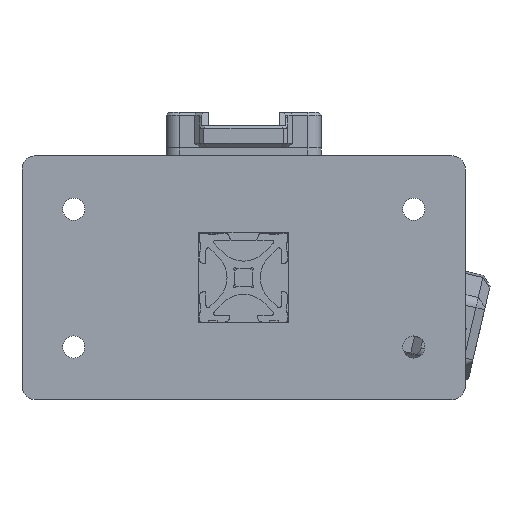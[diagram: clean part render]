
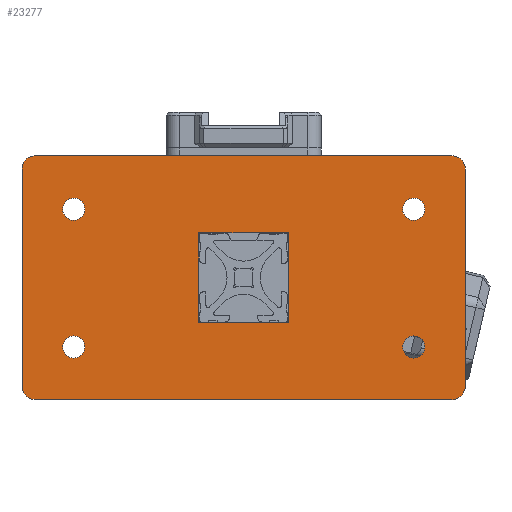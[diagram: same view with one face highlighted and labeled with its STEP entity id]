
A CAD part, front view. The second image highlights one B-rep face of the part: STEP entity #23277.
In plain terms, the highlighted face is planar.
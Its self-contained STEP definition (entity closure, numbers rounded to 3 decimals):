
#1629=FACE_BOUND('',#7776,.T.);
#1630=FACE_BOUND('',#7777,.T.);
#1631=FACE_BOUND('',#7778,.T.);
#1632=FACE_BOUND('',#7779,.T.);
#1633=FACE_BOUND('',#7780,.T.);
#1888=LINE('',#34129,#3820);
#1891=LINE('',#34137,#3823);
#1917=LINE('',#34470,#3849);
#1919=LINE('',#34476,#3851);
#1920=LINE('',#34480,#3852);
#1921=LINE('',#34482,#3853);
#1922=LINE('',#34484,#3854);
#1923=LINE('',#34485,#3855);
#3820=VECTOR('',#27549,10.);
#3823=VECTOR('',#27558,10.);
#3849=VECTOR('',#27692,10.);
#3851=VECTOR('',#27698,10.);
#3852=VECTOR('',#27701,10.);
#3853=VECTOR('',#27702,10.);
#3854=VECTOR('',#27703,10.);
#3855=VECTOR('',#27704,10.);
#5682=PLANE('',#24971);
#6390=FACE_OUTER_BOUND('',#7775,.T.);
#7775=EDGE_LOOP('',(#16581,#16582,#16583,#16584,#16585,#16586,#16587,#16588));
#7776=EDGE_LOOP('',(#16589));
#7777=EDGE_LOOP('',(#16590));
#7778=EDGE_LOOP('',(#16591));
#7779=EDGE_LOOP('',(#16592));
#7780=EDGE_LOOP('',(#16593,#16594,#16595,#16596));
#9196=CIRCLE('',#24724,2.5);
#9197=CIRCLE('',#24726,2.5);
#9198=CIRCLE('',#24728,2.5);
#9199=CIRCLE('',#24730,2.5);
#9288=CIRCLE('',#24912,3.);
#9289=CIRCLE('',#24915,3.);
#9310=CIRCLE('',#24972,3.);
#9311=CIRCLE('',#24973,3.);
#10105=VERTEX_POINT('',#33568);
#10106=VERTEX_POINT('',#33572);
#10107=VERTEX_POINT('',#33576);
#10108=VERTEX_POINT('',#33580);
#10245=VERTEX_POINT('',#34121);
#10246=VERTEX_POINT('',#34123);
#10247=VERTEX_POINT('',#34127);
#10248=VERTEX_POINT('',#34131);
#10249=VERTEX_POINT('',#34135);
#10286=VERTEX_POINT('',#34469);
#10287=VERTEX_POINT('',#34473);
#10288=VERTEX_POINT('',#34475);
#10289=VERTEX_POINT('',#34478);
#10290=VERTEX_POINT('',#34479);
#10291=VERTEX_POINT('',#34481);
#10292=VERTEX_POINT('',#34483);
#12410=EDGE_CURVE('',#10105,#10105,#9196,.T.);
#12412=EDGE_CURVE('',#10106,#10106,#9197,.T.);
#12414=EDGE_CURVE('',#10107,#10107,#9198,.T.);
#12416=EDGE_CURVE('',#10108,#10108,#9199,.T.);
#12631=EDGE_CURVE('',#10245,#10246,#9288,.F.);
#12634=EDGE_CURVE('',#10247,#10245,#1888,.F.);
#12636=EDGE_CURVE('',#10248,#10247,#9289,.F.);
#12638=EDGE_CURVE('',#10249,#10248,#1891,.F.);
#12704=EDGE_CURVE('',#10246,#10286,#1917,.F.);
#12706=EDGE_CURVE('',#10287,#10249,#9310,.F.);
#12707=EDGE_CURVE('',#10288,#10287,#1919,.F.);
#12708=EDGE_CURVE('',#10286,#10288,#9311,.F.);
#12709=EDGE_CURVE('',#10289,#10290,#1920,.T.);
#12710=EDGE_CURVE('',#10290,#10291,#1921,.T.);
#12711=EDGE_CURVE('',#10291,#10292,#1922,.T.);
#12712=EDGE_CURVE('',#10292,#10289,#1923,.T.);
#16581=ORIENTED_EDGE('',*,*,#12631,.F.);
#16582=ORIENTED_EDGE('',*,*,#12634,.F.);
#16583=ORIENTED_EDGE('',*,*,#12636,.F.);
#16584=ORIENTED_EDGE('',*,*,#12638,.F.);
#16585=ORIENTED_EDGE('',*,*,#12706,.F.);
#16586=ORIENTED_EDGE('',*,*,#12707,.F.);
#16587=ORIENTED_EDGE('',*,*,#12708,.F.);
#16588=ORIENTED_EDGE('',*,*,#12704,.F.);
#16589=ORIENTED_EDGE('',*,*,#12410,.T.);
#16590=ORIENTED_EDGE('',*,*,#12412,.T.);
#16591=ORIENTED_EDGE('',*,*,#12414,.T.);
#16592=ORIENTED_EDGE('',*,*,#12416,.T.);
#16593=ORIENTED_EDGE('',*,*,#12709,.T.);
#16594=ORIENTED_EDGE('',*,*,#12710,.T.);
#16595=ORIENTED_EDGE('',*,*,#12711,.T.);
#16596=ORIENTED_EDGE('',*,*,#12712,.T.);
#23277=ADVANCED_FACE('',(#6390,#1629,#1630,#1631,#1632,#1633),#5682,.T.);
#24724=AXIS2_PLACEMENT_3D('',#33570,#27074,#27075);
#24726=AXIS2_PLACEMENT_3D('',#33574,#27079,#27080);
#24728=AXIS2_PLACEMENT_3D('',#33578,#27084,#27085);
#24730=AXIS2_PLACEMENT_3D('',#33582,#27089,#27090);
#24912=AXIS2_PLACEMENT_3D('',#34124,#27543,#27544);
#24915=AXIS2_PLACEMENT_3D('',#34133,#27553,#27554);
#24971=AXIS2_PLACEMENT_3D('',#34472,#27694,#27695);
#24972=AXIS2_PLACEMENT_3D('',#34474,#27696,#27697);
#24973=AXIS2_PLACEMENT_3D('',#34477,#27699,#27700);
#27074=DIRECTION('center_axis',(0.,-1.,0.));
#27075=DIRECTION('ref_axis',(1.,0.,0.));
#27079=DIRECTION('center_axis',(0.,-1.,0.));
#27080=DIRECTION('ref_axis',(1.,0.,0.));
#27084=DIRECTION('center_axis',(0.,-1.,0.));
#27085=DIRECTION('ref_axis',(1.,0.,0.));
#27089=DIRECTION('center_axis',(0.,-1.,0.));
#27090=DIRECTION('ref_axis',(1.,0.,0.));
#27543=DIRECTION('center_axis',(0.,1.,0.));
#27544=DIRECTION('ref_axis',(0.707,0.,-0.707));
#27549=DIRECTION('',(-1.,0.,0.));
#27553=DIRECTION('center_axis',(0.,1.,0.));
#27554=DIRECTION('ref_axis',(-0.707,0.,-0.707));
#27558=DIRECTION('',(0.,0.,1.));
#27692=DIRECTION('',(0.,0.,-1.));
#27694=DIRECTION('center_axis',(0.,1.,0.));
#27695=DIRECTION('ref_axis',(-1.,0.,0.));
#27696=DIRECTION('center_axis',(0.,1.,0.));
#27697=DIRECTION('ref_axis',(-0.707,0.,0.707));
#27698=DIRECTION('',(1.,0.,0.));
#27699=DIRECTION('center_axis',(0.,1.,0.));
#27700=DIRECTION('ref_axis',(0.707,0.,0.707));
#27701=DIRECTION('',(1.,0.,0.));
#27702=DIRECTION('',(0.,0.,1.));
#27703=DIRECTION('',(-1.,0.,0.));
#27704=DIRECTION('',(0.,0.,-1.));
#33568=CARTESIAN_POINT('',(35.853,10.429,-15.615));
#33570=CARTESIAN_POINT('Origin',(38.353,10.429,-15.615));
#33572=CARTESIAN_POINT('',(-40.853,10.429,-15.615));
#33574=CARTESIAN_POINT('Origin',(-38.353,10.429,-15.615));
#33576=CARTESIAN_POINT('',(35.853,10.429,15.481));
#33578=CARTESIAN_POINT('Origin',(38.353,10.429,15.481));
#33580=CARTESIAN_POINT('',(-40.853,10.429,15.481));
#33582=CARTESIAN_POINT('Origin',(-38.353,10.429,15.481));
#34121=CARTESIAN_POINT('',(47.,10.429,-27.501));
#34123=CARTESIAN_POINT('',(50.,10.429,-24.501));
#34124=CARTESIAN_POINT('Origin',(47.,10.429,-24.501));
#34127=CARTESIAN_POINT('',(-47.,10.429,-27.501));
#34129=CARTESIAN_POINT('',(-25.,10.429,-27.501));
#34131=CARTESIAN_POINT('',(-50.,10.429,-24.501));
#34133=CARTESIAN_POINT('Origin',(-47.,10.429,-24.501));
#34135=CARTESIAN_POINT('',(-50.,10.429,24.499));
#34137=CARTESIAN_POINT('',(-50.,10.429,13.749));
#34469=CARTESIAN_POINT('',(50.,10.429,24.499));
#34470=CARTESIAN_POINT('',(50.,10.429,-13.751));
#34472=CARTESIAN_POINT('Origin',(0.,10.429,-0.001));
#34473=CARTESIAN_POINT('',(-47.,10.429,27.499));
#34474=CARTESIAN_POINT('Origin',(-47.,10.429,24.499));
#34475=CARTESIAN_POINT('',(47.,10.429,27.499));
#34476=CARTESIAN_POINT('',(25.,10.429,27.499));
#34477=CARTESIAN_POINT('Origin',(47.,10.429,24.499));
#34478=CARTESIAN_POINT('',(-10.15,10.429,-10.151));
#34479=CARTESIAN_POINT('',(10.15,10.429,-10.151));
#34480=CARTESIAN_POINT('',(5.075,10.429,-10.151));
#34481=CARTESIAN_POINT('',(10.15,10.429,10.149));
#34482=CARTESIAN_POINT('',(10.15,10.429,5.074));
#34483=CARTESIAN_POINT('',(-10.15,10.429,10.149));
#34484=CARTESIAN_POINT('',(-5.075,10.429,10.149));
#34485=CARTESIAN_POINT('',(-10.15,10.429,-5.076));
